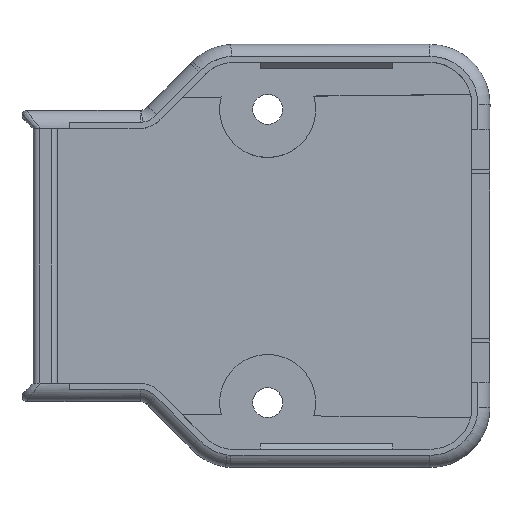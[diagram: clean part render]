
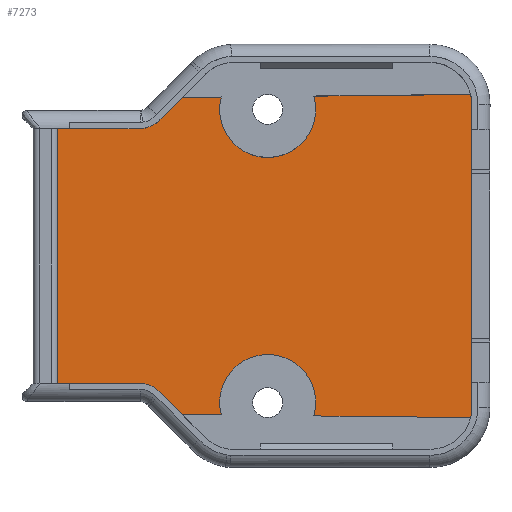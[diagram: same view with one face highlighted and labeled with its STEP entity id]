
A CAD part, top view. The second image highlights one B-rep face of the part: STEP entity #7273.
In plain terms, the highlighted face is planar.
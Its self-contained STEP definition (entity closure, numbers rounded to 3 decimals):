
#688=LINE('',#10278,#1382);
#692=LINE('',#10286,#1386);
#705=LINE('',#10318,#1399);
#717=LINE('',#10380,#1411);
#730=LINE('',#10413,#1424);
#735=LINE('',#10424,#1429);
#740=LINE('',#10451,#1434);
#1121=LINE('',#13296,#1815);
#1125=LINE('',#13307,#1819);
#1127=LINE('',#13313,#1821);
#1131=LINE('',#13324,#1825);
#1139=LINE('',#13355,#1833);
#1180=LINE('',#13972,#1874);
#1382=VECTOR('',#8031,10.);
#1386=VECTOR('',#8037,10.);
#1399=VECTOR('',#8066,10.);
#1411=VECTOR('',#8096,10.);
#1424=VECTOR('',#8125,10.);
#1429=VECTOR('',#8136,10.);
#1434=VECTOR('',#8147,10.);
#1815=VECTOR('',#8886,10.);
#1819=VECTOR('',#8898,10.);
#1821=VECTOR('',#8906,10.);
#1825=VECTOR('',#8918,10.);
#1833=VECTOR('',#8948,10.);
#1874=VECTOR('',#9155,10.);
#2076=PLANE('',#7679);
#2468=FACE_OUTER_BOUND('',#2883,.T.);
#2883=EDGE_LOOP('',(#6840,#6841,#6842,#6843,#6844,#6845,#6846,#6847,#6848,
#6849,#6850,#6851,#6852,#6853,#6854,#6855,#6856,#6857,#6858));
#2926=CIRCLE('',#7361,2.422);
#2928=CIRCLE('',#7369,3.5);
#2935=CIRCLE('',#7383,3.5);
#2937=CIRCLE('',#7390,2.422);
#2954=CIRCLE('',#7575,4.);
#2956=CIRCLE('',#7582,4.);
#3301=VERTEX_POINT('',#10270);
#3302=VERTEX_POINT('',#10272);
#3303=VERTEX_POINT('',#10276);
#3306=VERTEX_POINT('',#10284);
#3314=VERTEX_POINT('',#10308);
#3315=VERTEX_POINT('',#10310);
#3317=VERTEX_POINT('',#10316);
#3330=VERTEX_POINT('',#10378);
#3333=VERTEX_POINT('',#10386);
#3341=VERTEX_POINT('',#10410);
#3342=VERTEX_POINT('',#10412);
#3344=VERTEX_POINT('',#10418);
#3345=VERTEX_POINT('',#10422);
#3352=VERTEX_POINT('',#10449);
#3631=VERTEX_POINT('',#13295);
#3633=VERTEX_POINT('',#13301);
#3635=VERTEX_POINT('',#13312);
#3637=VERTEX_POINT('',#13318);
#3644=VERTEX_POINT('',#13353);
#4018=EDGE_CURVE('',#3301,#3302,#2926,.T.);
#4021=EDGE_CURVE('',#3303,#3301,#688,.T.);
#4025=EDGE_CURVE('',#3306,#3303,#692,.T.);
#4037=EDGE_CURVE('',#3314,#3315,#2928,.T.);
#4041=EDGE_CURVE('',#3317,#3314,#705,.T.);
#4059=EDGE_CURVE('',#3330,#3317,#717,.T.);
#4063=EDGE_CURVE('',#3333,#3330,#2935,.T.);
#4075=EDGE_CURVE('',#3341,#3342,#730,.T.);
#4079=EDGE_CURVE('',#3344,#3341,#2937,.T.);
#4081=EDGE_CURVE('',#3345,#3344,#735,.T.);
#4089=EDGE_CURVE('',#3352,#3345,#740,.T.);
#4623=EDGE_CURVE('',#3631,#3342,#1121,.T.);
#4626=EDGE_CURVE('',#3633,#3631,#2954,.T.);
#4629=EDGE_CURVE('',#3333,#3633,#1125,.T.);
#4631=EDGE_CURVE('',#3635,#3315,#1127,.T.);
#4634=EDGE_CURVE('',#3637,#3635,#2956,.T.);
#4637=EDGE_CURVE('',#3306,#3637,#1131,.T.);
#4650=EDGE_CURVE('',#3352,#3644,#1139,.T.);
#4737=EDGE_CURVE('',#3302,#3644,#1180,.T.);
#6840=ORIENTED_EDGE('',*,*,#4623,.T.);
#6841=ORIENTED_EDGE('',*,*,#4075,.F.);
#6842=ORIENTED_EDGE('',*,*,#4079,.F.);
#6843=ORIENTED_EDGE('',*,*,#4081,.F.);
#6844=ORIENTED_EDGE('',*,*,#4089,.F.);
#6845=ORIENTED_EDGE('',*,*,#4650,.T.);
#6846=ORIENTED_EDGE('',*,*,#4737,.F.);
#6847=ORIENTED_EDGE('',*,*,#4018,.F.);
#6848=ORIENTED_EDGE('',*,*,#4021,.F.);
#6849=ORIENTED_EDGE('',*,*,#4025,.F.);
#6850=ORIENTED_EDGE('',*,*,#4637,.T.);
#6851=ORIENTED_EDGE('',*,*,#4634,.T.);
#6852=ORIENTED_EDGE('',*,*,#4631,.T.);
#6853=ORIENTED_EDGE('',*,*,#4037,.F.);
#6854=ORIENTED_EDGE('',*,*,#4041,.F.);
#6855=ORIENTED_EDGE('',*,*,#4059,.F.);
#6856=ORIENTED_EDGE('',*,*,#4063,.F.);
#6857=ORIENTED_EDGE('',*,*,#4629,.T.);
#6858=ORIENTED_EDGE('',*,*,#4626,.T.);
#7273=ADVANCED_FACE('',(#2468),#2076,.F.);
#7361=AXIS2_PLACEMENT_3D('',#10273,#8025,#8026);
#7369=AXIS2_PLACEMENT_3D('',#10311,#8058,#8059);
#7383=AXIS2_PLACEMENT_3D('',#10388,#8103,#8104);
#7390=AXIS2_PLACEMENT_3D('',#10420,#8131,#8132);
#7575=AXIS2_PLACEMENT_3D('',#13302,#8891,#8892);
#7582=AXIS2_PLACEMENT_3D('',#13319,#8911,#8912);
#7679=AXIS2_PLACEMENT_3D('',#13973,#9156,#9157);
#8025=DIRECTION('center_axis',(0.,-1.,0.));
#8026=DIRECTION('ref_axis',(0.078,0.,0.997));
#8031=DIRECTION('',(-0.687,0.,0.726));
#8037=DIRECTION('',(-0.707,0.,0.707));
#8058=DIRECTION('center_axis',(0.,1.,0.));
#8059=DIRECTION('ref_axis',(0.996,0.,-0.084));
#8066=DIRECTION('',(-0.044,0.,-0.999));
#8096=DIRECTION('',(0.,0.,-1.));
#8103=DIRECTION('center_axis',(0.,1.,0.));
#8104=DIRECTION('ref_axis',(0.,0.,1.));
#8125=DIRECTION('',(0.707,0.,0.707));
#8131=DIRECTION('center_axis',(0.,-1.,0.));
#8132=DIRECTION('ref_axis',(0.76,0.,-0.65));
#8136=DIRECTION('',(0.993,0.,0.114));
#8147=DIRECTION('',(1.,0.,0.));
#8886=DIRECTION('',(-1.,0.,-0.01));
#8891=DIRECTION('center_axis',(0.,1.,0.));
#8892=DIRECTION('ref_axis',(1.,0.,0.));
#8898=DIRECTION('',(-1.,0.,-0.01));
#8906=DIRECTION('',(1.,0.,-0.01));
#8911=DIRECTION('center_axis',(0.,1.,0.));
#8912=DIRECTION('ref_axis',(1.,0.,0.));
#8918=DIRECTION('',(1.,0.,-0.01));
#8948=DIRECTION('',(0.,0.,-1.));
#9155=DIRECTION('',(-1.,0.,0.));
#9156=DIRECTION('center_axis',(0.,1.,0.));
#9157=DIRECTION('ref_axis',(1.,0.,0.));
#10270=CARTESIAN_POINT('',(34.57,11.7,-11.267));
#10272=CARTESIAN_POINT('',(33.081,11.7,-10.6));
#10273=CARTESIAN_POINT('Origin',(32.893,11.7,-13.014));
#10276=CARTESIAN_POINT('',(34.742,11.7,-11.449));
#10278=CARTESIAN_POINT('',(34.742,11.7,-11.449));
#10284=CARTESIAN_POINT('',(36.488,11.7,-13.195));
#10286=CARTESIAN_POINT('',(38.234,11.7,-14.941));
#10308=CARTESIAN_POINT('',(60.588,11.7,-12.894));
#10310=CARTESIAN_POINT('',(60.496,11.7,-13.447));
#10311=CARTESIAN_POINT('Origin',(57.1,11.7,-12.6));
#10316=CARTESIAN_POINT('',(60.6,11.7,-12.611));
#10318=CARTESIAN_POINT('',(60.6,11.7,-12.611));
#10378=CARTESIAN_POINT('',(60.6,11.7,12.6));
#10380=CARTESIAN_POINT('',(60.6,11.7,12.6));
#10386=CARTESIAN_POINT('',(60.496,11.7,13.447));
#10388=CARTESIAN_POINT('Origin',(57.1,11.7,12.6));
#10410=CARTESIAN_POINT('',(34.733,11.7,11.44));
#10412=CARTESIAN_POINT('',(36.488,11.7,13.195));
#10413=CARTESIAN_POINT('',(34.733,11.7,11.44));
#10418=CARTESIAN_POINT('',(33.285,11.7,10.625));
#10420=CARTESIAN_POINT('Origin',(32.893,11.7,13.014));
#10422=CARTESIAN_POINT('',(33.071,11.7,10.6));
#10424=CARTESIAN_POINT('',(33.071,11.7,10.6));
#10449=CARTESIAN_POINT('',(26.1,11.7,10.6));
#10451=CARTESIAN_POINT('',(24.09,11.7,10.6));
#13295=CARTESIAN_POINT('',(39.735,11.7,13.229));
#13296=CARTESIAN_POINT('',(39.347,11.7,13.225));
#13301=CARTESIAN_POINT('',(47.443,11.7,13.31));
#13302=CARTESIAN_POINT('Origin',(43.6,11.7,12.2));
#13307=CARTESIAN_POINT('',(44.824,11.7,13.282));
#13312=CARTESIAN_POINT('',(47.443,11.7,-13.31));
#13313=CARTESIAN_POINT('',(51.351,11.7,-13.351));
#13318=CARTESIAN_POINT('',(39.735,11.7,-13.229));
#13319=CARTESIAN_POINT('Origin',(43.6,11.7,-12.2));
#13324=CARTESIAN_POINT('',(40.97,11.7,-13.242));
#13353=CARTESIAN_POINT('',(26.1,11.7,-10.6));
#13355=CARTESIAN_POINT('',(26.1,11.7,-5.3));
#13972=CARTESIAN_POINT('',(33.081,11.7,-10.6));
#13973=CARTESIAN_POINT('Origin',(42.345,11.7,0.));
